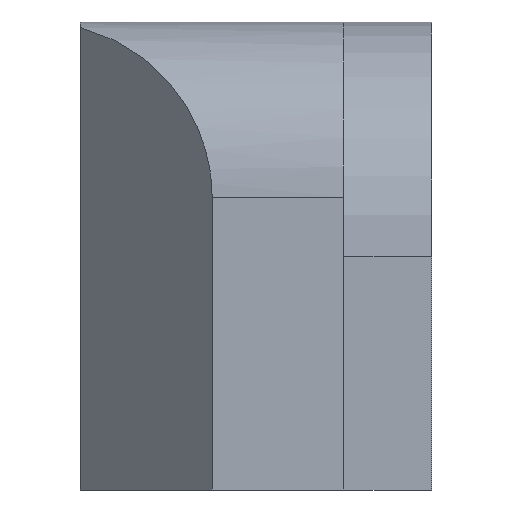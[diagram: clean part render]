
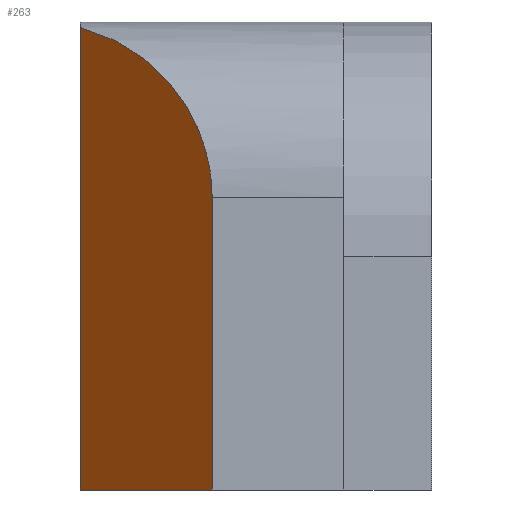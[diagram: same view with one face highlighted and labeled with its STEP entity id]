
A CAD part, left-side view. The second image highlights one B-rep face of the part: STEP entity #263.
In plain terms, the highlighted planar face has unit normal (-0.707, 0.707, 0).
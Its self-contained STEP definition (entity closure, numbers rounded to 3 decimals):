
#5 = EDGE_LOOP ( 'NONE', ( #47, #63, #73, #78 ) ) ;
#47 = ORIENTED_EDGE ( 'NONE', *, *, #113, .T. ) ;
#63 = ORIENTED_EDGE ( 'NONE', *, *, #114, .T. ) ;
#73 = ORIENTED_EDGE ( 'NONE', *, *, #146, .F. ) ;
#78 = ORIENTED_EDGE ( 'NONE', *, *, #141, .F. ) ;
#87 =( BOUNDED_CURVE ( )  B_SPLINE_CURVE ( 3, ( #494, #495, #496, #497 ),
 .UNSPECIFIED., .F., .F. ) 
 B_SPLINE_CURVE_WITH_KNOTS ( ( 4, 4 ),
 ( 4.965, 6.283 ),
 .UNSPECIFIED. ) 
 CURVE ( )  GEOMETRIC_REPRESENTATION_ITEM ( )  RATIONAL_B_SPLINE_CURVE ( ( 1., 0.86, 0.86, 1. ) ) 
 REPRESENTATION_ITEM ( '' )  );
#95 = VERTEX_POINT ( 'NONE', #569 ) ;
#105 = VERTEX_POINT ( 'NONE', #543 ) ;
#113 = EDGE_CURVE ( 'NONE', #105, #95, #583, .T. ) ;
#114 = EDGE_CURVE ( 'NONE', #95, #573, #587, .T. ) ;
#141 = EDGE_CURVE ( 'NONE', #105, #563, #87, .T. ) ;
#146 = EDGE_CURVE ( 'NONE', #563, #573, #633, .T. ) ;
#154 = VECTOR ( 'NONE', #363, 1000. ) ;
#171 = FACE_OUTER_BOUND ( 'NONE', #5, .T. ) ;
#257 = AXIS2_PLACEMENT_3D ( 'NONE', #387, #287, #288 ) ;
#263 = ADVANCED_FACE ( 'NONE', ( #171 ), #386, .F. ) ;
#287 = DIRECTION ( 'NONE',  ( 0.707, -0.707, 0. ) ) ;
#288 = DIRECTION ( 'NONE',  ( 0.707, 0.707, 0. ) ) ;
#362 = CARTESIAN_POINT ( 'NONE',  ( -15.75, 0.5, -4.024 ) ) ;
#363 = DIRECTION ( 'NONE',  ( 0., 0., -1. ) ) ;
#386 = PLANE ( 'NONE',  #257 ) ;
#387 = CARTESIAN_POINT ( 'NONE',  ( -15.75, 0.5, -8. ) ) ;
#439 = CARTESIAN_POINT ( 'NONE',  ( -13.5, 2.75, -4. ) ) ;
#441 = DIRECTION ( 'NONE',  ( -0.707, -0.707, 0. ) ) ;
#442 = DIRECTION ( 'NONE',  ( 0., 0., -1. ) ) ;
#443 = CARTESIAN_POINT ( 'NONE',  ( -15.75, 0.5, -8. ) ) ;
#494 = CARTESIAN_POINT ( 'NONE',  ( -13.5, 2.75, -0.095 ) ) ;
#495 = CARTESIAN_POINT ( 'NONE',  ( -14.878, 1.372, -0.451 ) ) ;
#496 = CARTESIAN_POINT ( 'NONE',  ( -15.75, 0.5, -1.577 ) ) ;
#497 = CARTESIAN_POINT ( 'NONE',  ( -15.75, 0.5, -3. ) ) ;
#523 = CARTESIAN_POINT ( 'NONE',  ( -15.75, 0.5, -3. ) ) ;
#528 = CARTESIAN_POINT ( 'NONE',  ( -15.75, 0.5, -8. ) ) ;
#543 = CARTESIAN_POINT ( 'NONE',  ( -13.5, 2.75, -0.095 ) ) ;
#563 = VERTEX_POINT ( 'NONE', #523 ) ;
#569 = CARTESIAN_POINT ( 'NONE',  ( -13.5, 2.75, -8. ) ) ;
#573 = VERTEX_POINT ( 'NONE', #528 ) ;
#583 = LINE ( 'NONE', #439, #586 ) ;
#586 = VECTOR ( 'NONE', #442, 1000. ) ;
#587 = LINE ( 'NONE', #443, #588 ) ;
#588 = VECTOR ( 'NONE', #441, 1000. ) ;
#633 = LINE ( 'NONE', #362, #154 ) ;
